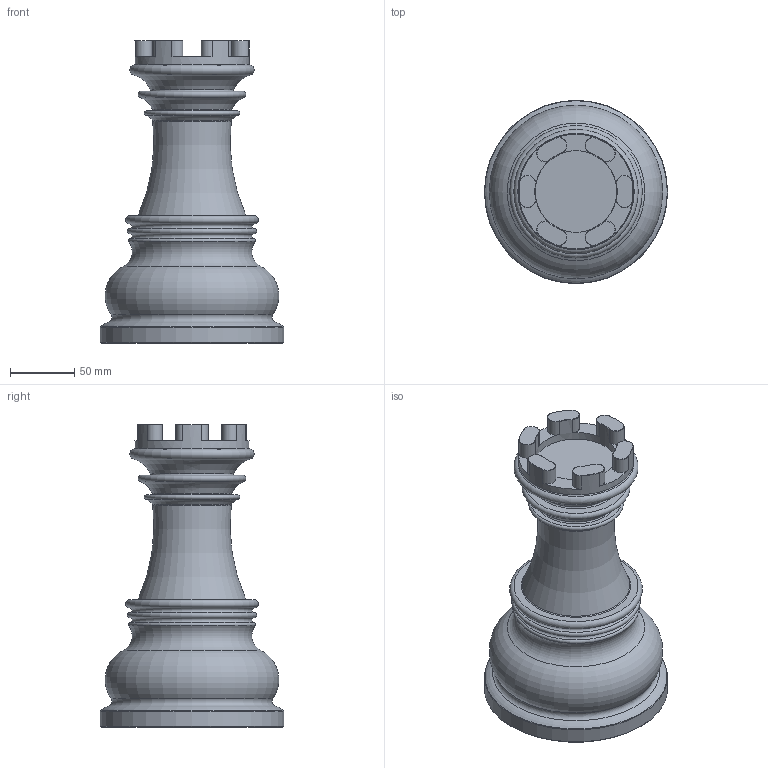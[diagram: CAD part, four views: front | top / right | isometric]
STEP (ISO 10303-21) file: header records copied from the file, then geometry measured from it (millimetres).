
FILE_DESCRIPTION(/* description */ (''),/* implementation_level */ '2;1');
FILE_NAME(/* name */ 'Rook Target v12.step',/* time_stamp */ '2019-12-02T16:13:36-05:00',/* author */ (''),/* organization */ (''),/* preprocessor_version */ 'ST-DEVELOPER v18',/* originating_system */ 'Autodesk Translation Framework v8.12.0.6',/* authorisation */ '');
FILE_SCHEMA (('AUTOMOTIVE_DESIGN { 1 0 10303 214 3 1 1 }'));
Length unit declared in the file: inch
Products named in the file (1): Rook Target
Bounding box: 142.24 x 142.24 x 234.95 mm (x, y, z)
Volume: 1250286.4 mm3; surface area: 136001.9 mm2
Topology: 1 solids, 1 shells, 112 faces, 279 edges, 175 vertices
Faces by surface type: cone 40, cylinder 30, torus 22, plane 20
Full cylindrical faces by diameter (mm): 5.116 x12, 38.1 x1, 63.5 x2, 88.9 x2, 142.24 x1
Entity records: 3386 total; most frequent: DIRECTION 678, CARTESIAN_POINT 555, ORIENTED_EDGE 534, AXIS2_PLACEMENT_3D 298, EDGE_CURVE 267, CIRCLE 185, VERTEX_POINT 175, EDGE_LOOP 130
